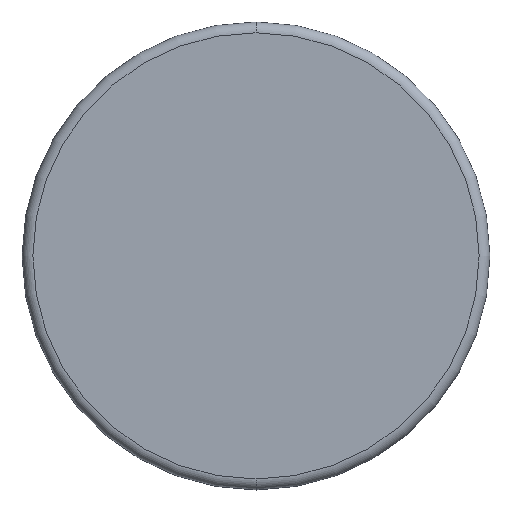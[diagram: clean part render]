
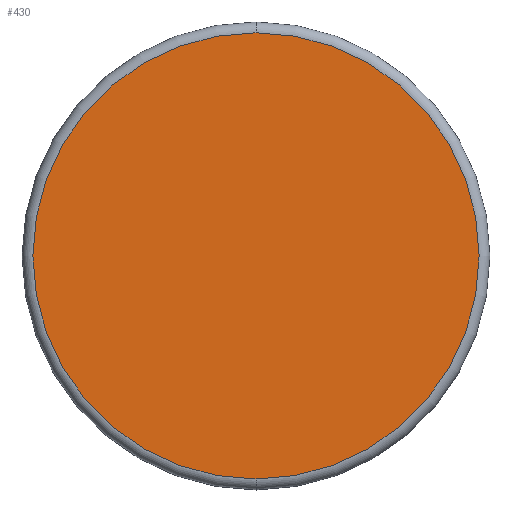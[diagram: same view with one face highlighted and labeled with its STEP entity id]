
A CAD part, top view. The second image highlights one B-rep face of the part: STEP entity #430.
In plain terms, the highlighted planar face has unit normal (0, 0, 1).
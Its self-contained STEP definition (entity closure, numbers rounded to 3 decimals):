
#12 = EDGE_LOOP ( 'NONE', ( #168, #698 ) ) ;
#41 = VERTEX_POINT ( 'NONE', #572 ) ;
#61 = DIRECTION ( 'NONE',  ( 0., -1., 0. ) ) ;
#168 = ORIENTED_EDGE ( 'NONE', *, *, #553, .T. ) ;
#171 = EDGE_CURVE ( 'NONE', #696, #41, #536, .T. ) ;
#185 = FACE_OUTER_BOUND ( 'NONE', #12, .T. ) ;
#198 = CARTESIAN_POINT ( 'NONE',  ( 0., 0., 2.18 ) ) ;
#202 = DIRECTION ( 'NONE',  ( 0., 0., 1. ) ) ;
#220 = AXIS2_PLACEMENT_3D ( 'NONE', #663, #424, #61 ) ;
#322 = CIRCLE ( 'NONE', #684, 3.1 ) ;
#327 = DIRECTION ( 'NONE',  ( 0., -1., 0. ) ) ;
#343 = DIRECTION ( 'NONE',  ( 0., 0., 1. ) ) ;
#424 = DIRECTION ( 'NONE',  ( 0., 0., 1. ) ) ;
#430 = ADVANCED_FACE ( 'NONE', ( #185 ), #609, .T. ) ;
#495 = CARTESIAN_POINT ( 'NONE',  ( 0., 3.1, 2.18 ) ) ;
#536 = CIRCLE ( 'NONE', #670, 3.1 ) ;
#553 = EDGE_CURVE ( 'NONE', #41, #696, #322, .T. ) ;
#572 = CARTESIAN_POINT ( 'NONE',  ( 0., -3.1, 2.18 ) ) ;
#585 = CARTESIAN_POINT ( 'NONE',  ( 0., 0., 2.18 ) ) ;
#609 = PLANE ( 'NONE',  #220 ) ;
#663 = CARTESIAN_POINT ( 'NONE',  ( 0., 0., 2.18 ) ) ;
#670 = AXIS2_PLACEMENT_3D ( 'NONE', #585, #343, #767 ) ;
#684 = AXIS2_PLACEMENT_3D ( 'NONE', #198, #202, #327 ) ;
#696 = VERTEX_POINT ( 'NONE', #495 ) ;
#698 = ORIENTED_EDGE ( 'NONE', *, *, #171, .T. ) ;
#767 = DIRECTION ( 'NONE',  ( 0., -1., 0. ) ) ;
